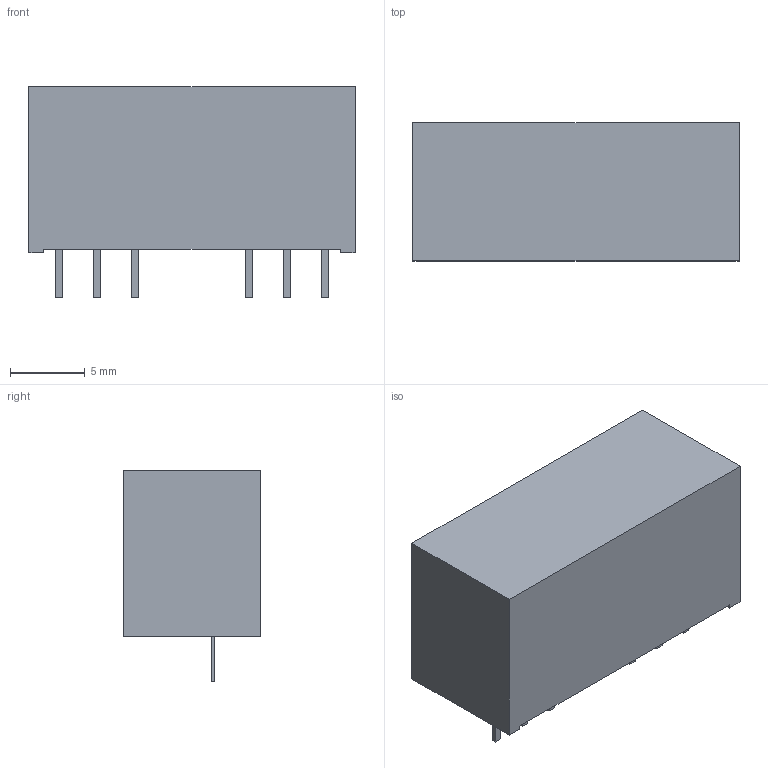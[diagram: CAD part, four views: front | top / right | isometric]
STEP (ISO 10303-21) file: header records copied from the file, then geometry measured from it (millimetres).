
FILE_DESCRIPTION(/* description */ ('Unknown'),/* implementation_level */ '2;1');
FILE_NAME(/* name */ 'RD7-12S033R',/* time_stamp */ '2024-10-18T13:47:29+02:00',/* author */ ('Unknown'),/* organization */ ('Unknown'),/* preprocessor_version */ 'ST-DEVELOPER v19.4',/* originating_system */ 'Solid Edge',/* authorisation */ 'Unknown');
FILE_SCHEMA (('AUTOMOTIVE_DESIGN {1 0 10303 214 3 1 1}'));
Length unit declared in the file: millimetre
Products named in the file (1): RD7-12S033R
Bounding box: 21.8 x 9.2 x 14.07 mm (x, y, z)
Volume: 2183.1 mm3; surface area: 1113.1 mm2
Topology: 1 solids, 1 shells, 42 faces, 99 edges, 66 vertices
Faces by surface type: plane 41, cylinder 1
Full cylindrical faces by diameter (mm): 0.953 x1
Entity records: 1498 total; most frequent: CARTESIAN_POINT 207, ORIENTED_EDGE 196, DIRECTION 186, EDGE_CURVE 98, LINE 96, VECTOR 96, VERTEX_POINT 66, EDGE_LOOP 50
